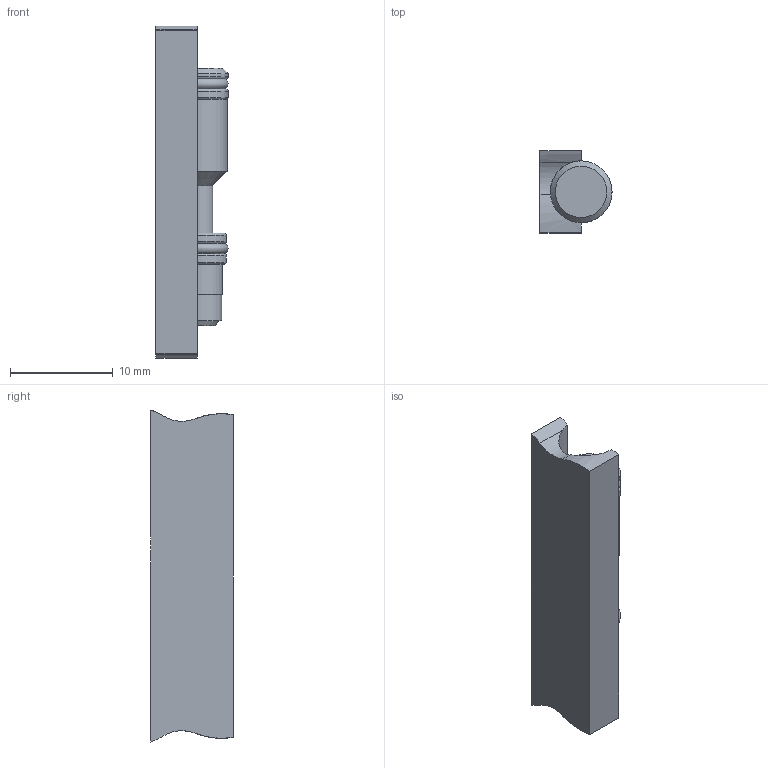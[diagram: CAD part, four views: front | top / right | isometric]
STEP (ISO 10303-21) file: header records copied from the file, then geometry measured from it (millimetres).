
FILE_DESCRIPTION(/* description */ ('STEP AP214'),/* implementation_level */ '2;1');
FILE_NAME(/* name */ '547693_VN-05-H',/* time_stamp */ '2024-09-16T23:22:42+02:00',/* author */ ('License CC BY-ND 4.0'),/* organization */ ('CADENAS'),/* preprocessor_version */ 'ST-DEVELOPER v19.3',/* originating_system */ 'PARTsolutions',/* authorisation */ ' ');
FILE_SCHEMA (('AUTOMOTIVE_DESIGN {1 0 10303 214 3 1 1}'));
Length unit declared in the file: millimetre
Products named in the file (3): 547693 VN-05-H---(3); 547693 VN-05-H---(p); my_specific_housing---(547693_3)
Assembly tree (2 placements, depth 2):
  547693 VN-05-H---(3)
    547693 VN-05-H---(p)
    my_specific_housing---(547693_3)
Bounding box: 7 x 8 x 32.24 mm (x, y, z)
Volume: 1104.5 mm3; surface area: 1393 mm2
Topology: 2 solids, 2 shells, 48 faces, 98 edges, 61 vertices
Faces by surface type: cylinder 18, plane 16, torus 8, cone 6
Full cylindrical faces by diameter (mm): 3 x1, 4.8 x1, 4.9 x1, 5.7 x2, 5.8 x1, 6 x2
Entity records: 1249 total; most frequent: DIRECTION 218, CARTESIAN_POINT 216, ORIENTED_EDGE 154, AXIS2_PLACEMENT_3D 96, EDGE_CURVE 77, EDGE_LOOP 76, FACE_BOUND 76, VERTEX_POINT 61
